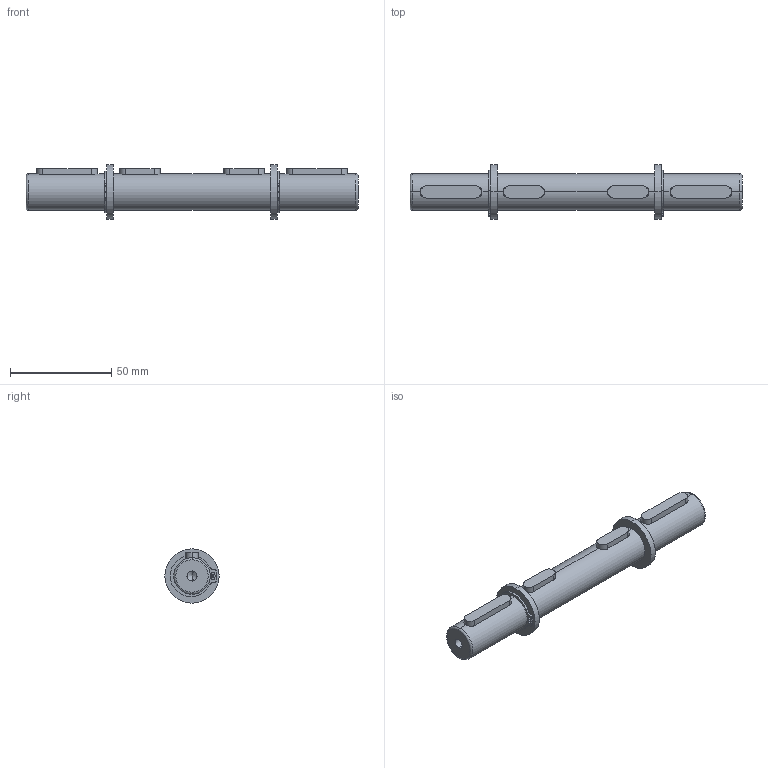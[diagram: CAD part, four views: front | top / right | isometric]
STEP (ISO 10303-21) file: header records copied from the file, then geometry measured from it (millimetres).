
FILE_DESCRIPTION (( 'STEP AP203' ), '1' );
FILE_NAME ('WGA-40M-D-IEC.step', '2024-12-18T19:13:41', ( '' ), ( '' ), 'SwSTEP 2.0', 'SolidWorks 2024', '' );
FILE_SCHEMA (( 'CONFIG_CONTROL_DESIGN' ));
Length unit declared in the file: millimetre
Products named in the file (1): WGA-40M-D-IEC
Bounding box: 164 x 26.8 x 26.8 mm (x, y, z)
Volume: 44663.8 mm3; surface area: 16265.4 mm2
Topology: 9 solids, 9 shells, 136 faces, 330 edges, 214 vertices
Faces by surface type: cylinder 74, plane 54, cone 4, torus 4
Entity records: 4287 total; most frequent: CARTESIAN_POINT 917, DIRECTION 728, ORIENTED_EDGE 652, EDGE_CURVE 326, AXIS2_PLACEMENT_3D 281, VERTEX_POINT 214, VECTOR 166, LINE 166
